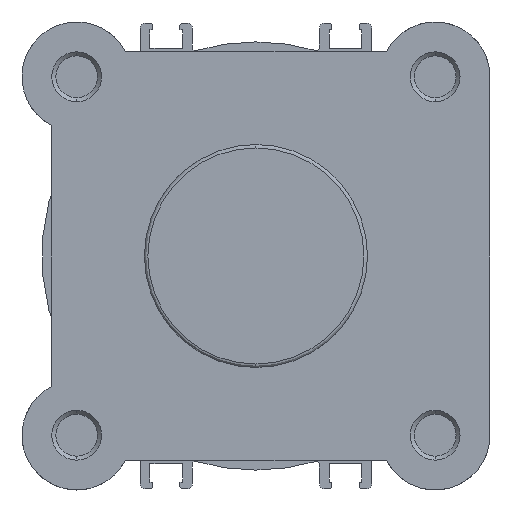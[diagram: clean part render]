
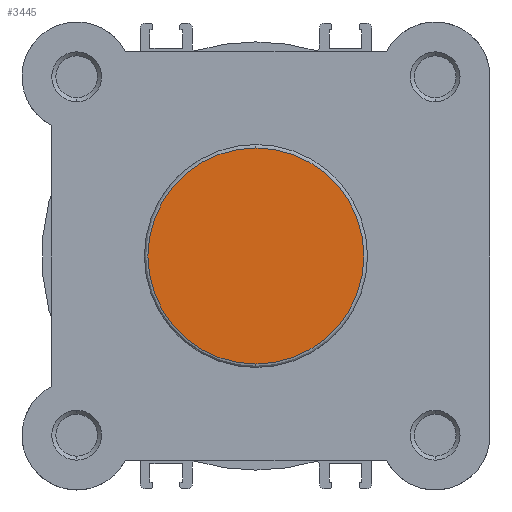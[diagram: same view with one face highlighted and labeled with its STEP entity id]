
A CAD part, left-side view. The second image highlights one B-rep face of the part: STEP entity #3445.
In plain terms, the highlighted planar face has unit normal (-1, 0, 0).
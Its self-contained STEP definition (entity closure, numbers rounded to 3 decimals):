
#14 = EDGE_LOOP ( 'NONE', ( #356, #357 ) ) ;
#356 = ORIENTED_EDGE ( 'NONE', *, *, #1423, .T. ) ;
#357 = ORIENTED_EDGE ( 'NONE', *, *, #1363, .T. ) ;
#1363 = EDGE_CURVE ( 'NONE', #7217, #7463, #3529, .T. ) ;
#1423 = EDGE_CURVE ( 'NONE', #7463, #7217, #3613, .T. ) ;
#1868 = AXIS2_PLACEMENT_3D ( 'NONE', #4532, #4533, #4534 ) ;
#1903 = AXIS2_PLACEMENT_3D ( 'NONE', #4680, #4687, #4688 ) ;
#3445 = ADVANCED_FACE ( 'NONE', ( #7333 ), #6596, .F. ) ;
#3529 = CIRCLE ( 'NONE', #1868, 21.7 ) ;
#3613 = CIRCLE ( 'NONE', #1903, 21.7 ) ;
#4532 = CARTESIAN_POINT ( 'NONE',  ( 0., 0., 0. ) ) ;
#4533 = DIRECTION ( 'NONE',  ( -1., 0., 0. ) ) ;
#4534 = DIRECTION ( 'NONE',  ( 0., 0., -1. ) ) ;
#4680 = CARTESIAN_POINT ( 'NONE',  ( 0., 0., 0. ) ) ;
#4687 = DIRECTION ( 'NONE',  ( -1., 0., 0. ) ) ;
#4688 = DIRECTION ( 'NONE',  ( 0., 0., -1. ) ) ;
#6595 = CARTESIAN_POINT ( 'NONE',  ( 0., 22.4, 0. ) ) ;
#6596 = PLANE ( 'NONE',  #7021 ) ;
#6597 = DIRECTION ( 'NONE',  ( 1., 0., 0. ) ) ;
#6598 = DIRECTION ( 'NONE',  ( 0., 0., -1. ) ) ;
#6787 = CARTESIAN_POINT ( 'NONE',  ( 0., 0., 21.7 ) ) ;
#6830 = CARTESIAN_POINT ( 'NONE',  ( 0., 0., -21.7 ) ) ;
#7021 = AXIS2_PLACEMENT_3D ( 'NONE', #6595, #6597, #6598 ) ;
#7217 = VERTEX_POINT ( 'NONE', #6787 ) ;
#7333 = FACE_OUTER_BOUND ( 'NONE', #14, .T. ) ;
#7463 = VERTEX_POINT ( 'NONE', #6830 ) ;
